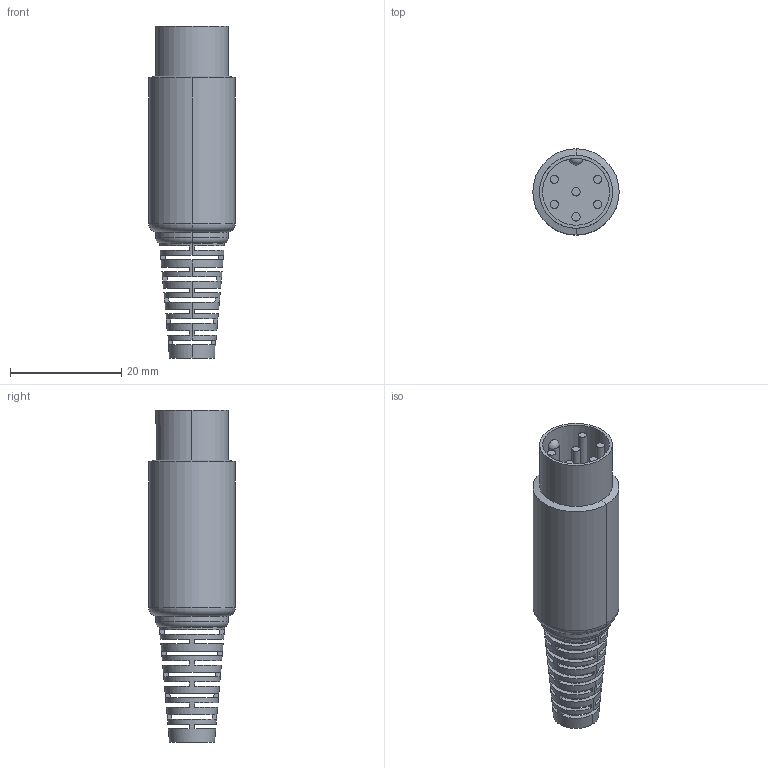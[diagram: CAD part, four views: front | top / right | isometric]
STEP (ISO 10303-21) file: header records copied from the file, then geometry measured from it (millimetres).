
FILE_DESCRIPTION (( 'STEP AP214' ), '1' );
FILE_NAME ('CUI_SD-60.STEP', '2019-01-08T20:49:19', ( '' ), ( '' ), 'SwSTEP 2.0', 'SolidWorks 2017', '' );
FILE_SCHEMA (( 'AUTOMOTIVE_DESIGN' ));
Length unit declared in the file: millimetre
Products named in the file (1): CUI_SD-60
Bounding box: 15.49 x 15.49 x 59.59 mm (x, y, z)
Volume: 6087.3 mm3; surface area: 3912.8 mm2
Topology: 1 solids, 1 shells, 133 faces, 417 edges, 272 vertices
Faces by surface type: plane 91, cylinder 26, cone 6, torus 4, bspline 4, sphere 2
Entity records: 6415 total; most frequent: CARTESIAN_POINT 1056, DIRECTION 839, ORIENTED_EDGE 828, EDGE_CURVE 414, AXIS2_PLACEMENT_3D 320, VERTEX_POINT 271, LINE 199, VECTOR 199
